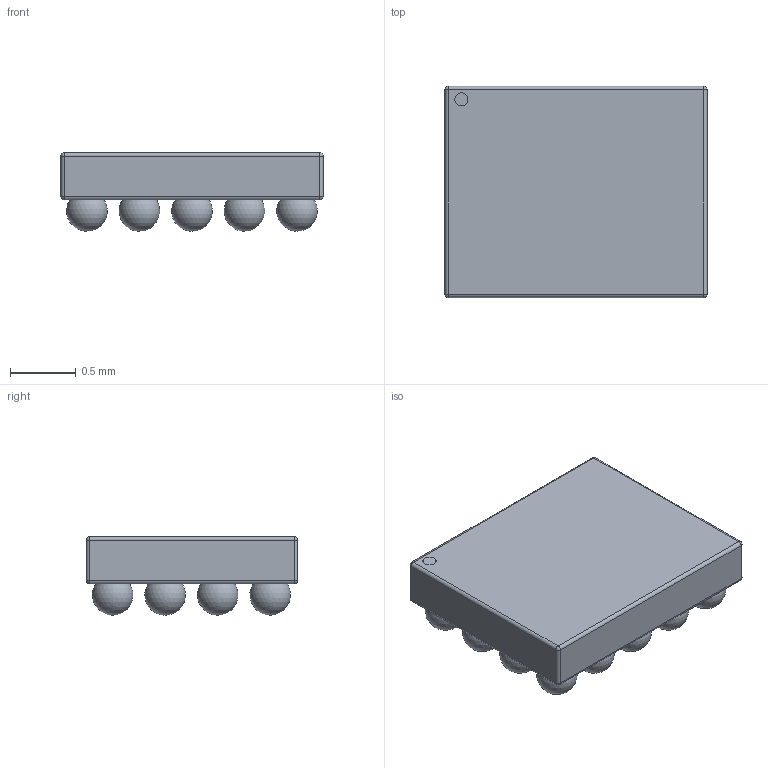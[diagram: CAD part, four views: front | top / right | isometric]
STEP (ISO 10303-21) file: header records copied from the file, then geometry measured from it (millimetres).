
FILE_DESCRIPTION(/* description */ (''),/* implementation_level */ '2;1');
FILE_NAME(/* name */ 'NXP - WLCSP20 2x1.61mm.step',/* time_stamp */ '2020-07-27T20:22:31+01:00',/* author */ (''),/* organization */ (''),/* preprocessor_version */ 'ST-DEVELOPER v18.1',/* originating_system */ 'Autodesk Translation Framework v9.3.0.1241',/* authorisation */ '');
FILE_SCHEMA (('AUTOMOTIVE_DESIGN { 1 0 10303 214 3 1 1 }'));
Length unit declared in the file: millimetre
Products named in the file (1): NXP - WLCSP20 2x1.61mm
Bounding box: 2 x 1.61 x 0.6 mm (x, y, z)
Volume: 1.4 mm3; surface area: 12.4 mm2
Topology: 1 solids, 1 shells, 48 faces, 111 edges, 66 vertices
Faces by surface type: sphere 28, cylinder 13, plane 7
Full cylindrical faces by diameter (mm): 0.1 x1
Entity records: 1370 total; most frequent: DIRECTION 255, CARTESIAN_POINT 206, ORIENTED_EDGE 182, AXIS2_PLACEMENT_3D 115, EDGE_CURVE 91, EDGE_LOOP 69, CIRCLE 66, VERTEX_POINT 66
